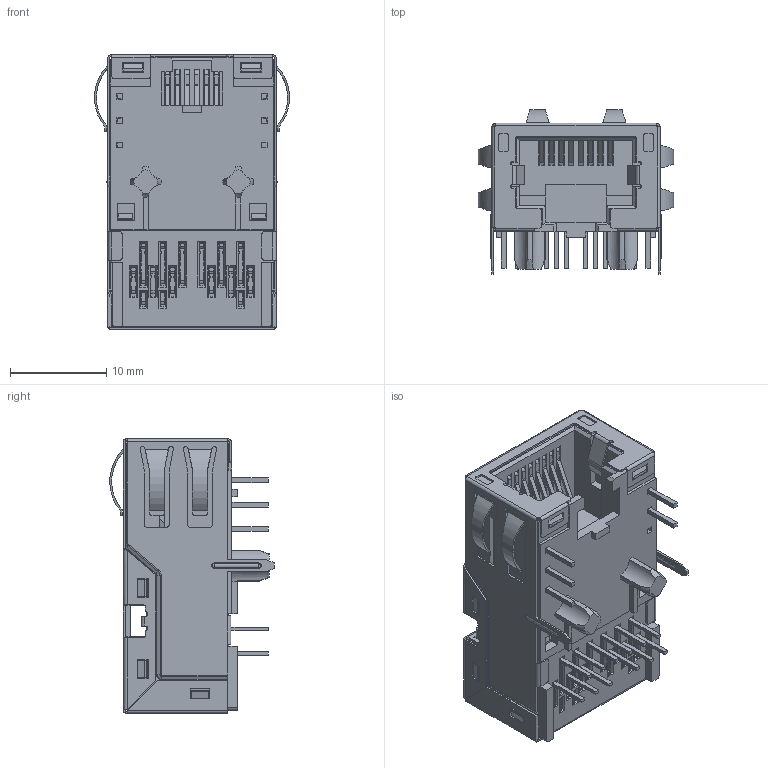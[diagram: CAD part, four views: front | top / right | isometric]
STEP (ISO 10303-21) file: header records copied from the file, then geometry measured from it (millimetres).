
FILE_DESCRIPTION (( 'STEP AP214' ), '1' );
FILE_NAME ('TMJM1227-9A97NLC.STEP', '2023-11-16T06:57:57', ( 'Windows 蚚誧' ), ( 'Microsoft' ), 'SwSTEP 2.0', 'SolidWorks 2020', '' );
FILE_SCHEMA (( 'AUTOMOTIVE_DESIGN' ));
Length unit declared in the file: millimetre
Products named in the file (1): TMJM1227-9A97NLC
Bounding box: 20.32 x 17.12 x 28.57 mm (x, y, z)
Volume: 3901.1 mm3; surface area: 7604.3 mm2
Topology: 1 solids, 2 shells, 2677 faces, 7672 edges, 5018 vertices
Faces by surface type: plane 1864, cylinder 583, bspline 204, cone 18, torus 8
Entity records: 98171 total; most frequent: CARTESIAN_POINT 28685, ORIENTED_EDGE 15344, DIRECTION 13124, EDGE_CURVE 7672, LINE 5882, VECTOR 5882, VERTEX_POINT 5018, AXIS2_PLACEMENT_3D 3621
